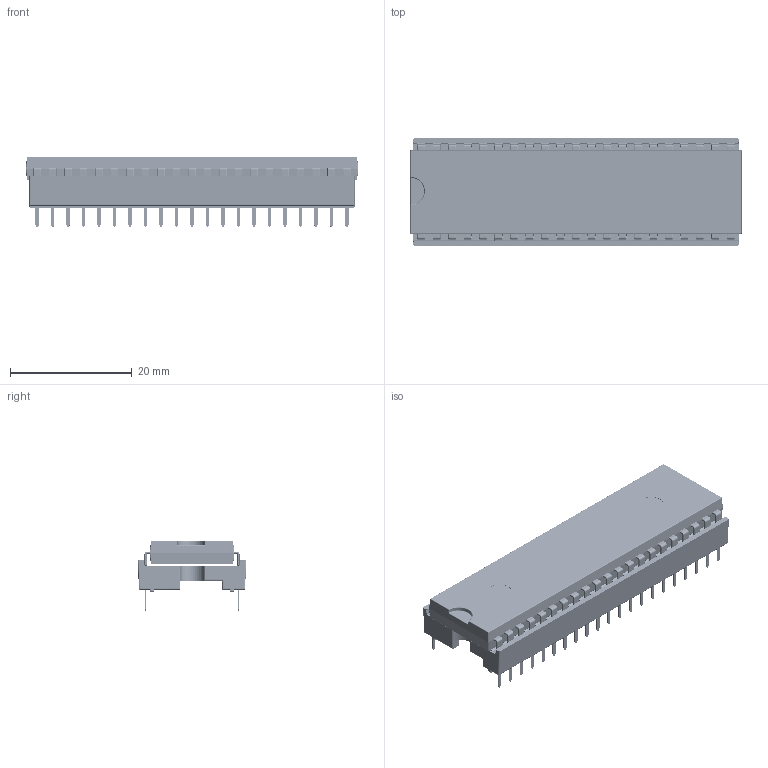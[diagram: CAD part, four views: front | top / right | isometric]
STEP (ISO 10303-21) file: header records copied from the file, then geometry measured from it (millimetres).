
FILE_DESCRIPTION(/* description */ (''),/* implementation_level */ '2;1');
FILE_NAME(/* name */ 'DIP-42 W15.24mm IC with Socket.stp',/* time_stamp */ '2019-09-26T09:14:21+02:00',/* author */ ('PCB-Tech'),/* organization */ (''),/* preprocessor_version */ 'ST-DEVELOPER v17.2',/* originating_system */ 'Autodesk Inventor 2019',/* authorisation */ '');
FILE_SCHEMA (('AUTOMOTIVE_DESIGN { 1 0 10303 214 3 1 1 }'));
Products named in the file (6): DIP-48 W15.24mm IC Socket; Body DIP-48 Socket; Stamped Dual Wipe Contact for DIP Sockets; DIP-42 W15.24mm Package; DIP-42 W15.24mm; IC Beinchen
Assembly tree (87 placements, depth 3):
  DIP-48 W15.24mm IC Socket
    Stamped Dual Wipe Contact for DIP Sockets  x42
    Body DIP-48 Socket
    DIP-42 W15.24mm Package
      IC Beinchen  x42
      DIP-42 W15.24mm
Bounding box: 54.47 x 17.78 x 11.51 mm (x, y, z)
Volume: 4431 mm3; surface area: 7906.2 mm2
Topology: 86 solids, 86 shells, 16241 faces, 39464 edges, 23689 vertices
Faces by surface type: plane 5092, cylinder 4693, bspline 3748, torus 2105, sphere 603
Full cylindrical faces by diameter (mm): 4 x4
Entity records: 56004 total; most frequent: CARTESIAN_POINT 16390, ORIENTED_EDGE 8478, DIRECTION 7779, EDGE_CURVE 4239, LINE 3287, VECTOR 3287, VERTEX_POINT 2737, AXIS2_PLACEMENT_3D 2246
